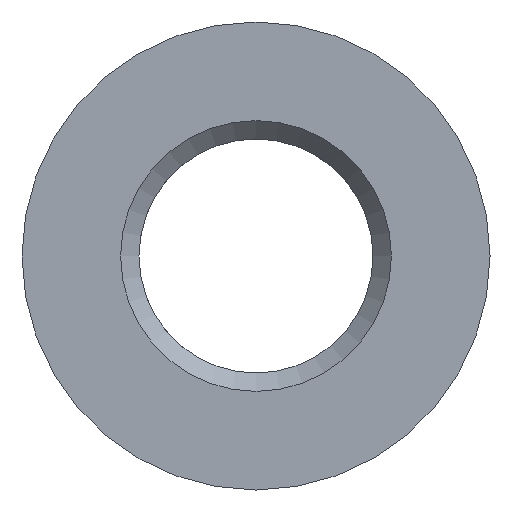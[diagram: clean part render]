
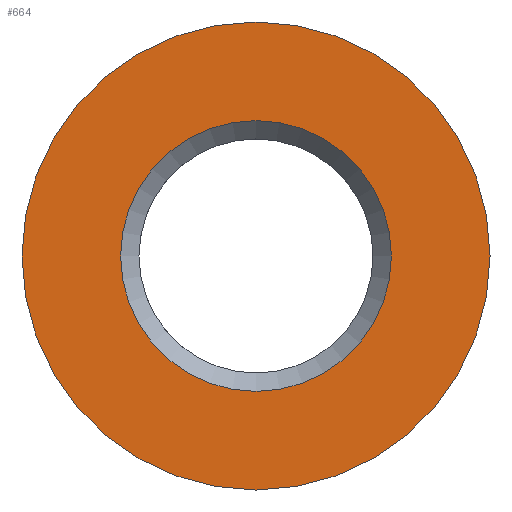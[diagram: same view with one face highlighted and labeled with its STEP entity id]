
A CAD part, front view. The second image highlights one B-rep face of the part: STEP entity #664.
In plain terms, the highlighted planar face has unit normal (0, -1, 0).
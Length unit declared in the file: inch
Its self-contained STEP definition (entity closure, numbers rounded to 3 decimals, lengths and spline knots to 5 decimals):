
#42=FACE_BOUND('',#114,.T.);
#48=PLANE('',#752);
#71=FACE_OUTER_BOUND('',#113,.T.);
#113=EDGE_LOOP('',(#521));
#114=EDGE_LOOP('',(#522));
#249=CIRCLE('',#750,0.14469);
#250=CIRCLE('',#753,0.25);
#303=VERTEX_POINT('',#1244);
#318=VERTEX_POINT('',#1425);
#381=EDGE_CURVE('',#303,#303,#249,.T.);
#398=EDGE_CURVE('',#318,#318,#250,.T.);
#521=ORIENTED_EDGE('',*,*,#398,.T.);
#522=ORIENTED_EDGE('',*,*,#381,.F.);
#664=ADVANCED_FACE('',(#71,#42),#48,.F.);
#750=AXIS2_PLACEMENT_3D('',#1246,#884,#885);
#752=AXIS2_PLACEMENT_3D('',#1424,#894,#895);
#753=AXIS2_PLACEMENT_3D('',#1426,#896,#897);
#884=DIRECTION('center_axis',(0.,-1.,0.));
#885=DIRECTION('ref_axis',(1.,0.,0.));
#894=DIRECTION('center_axis',(0.,1.,0.));
#895=DIRECTION('ref_axis',(0.,0.,1.));
#896=DIRECTION('center_axis',(0.,-1.,0.));
#897=DIRECTION('ref_axis',(1.,0.,0.));
#1244=CARTESIAN_POINT('',(-0.14469,0.,0.));
#1246=CARTESIAN_POINT('Origin',(0.,0.,0.));
#1424=CARTESIAN_POINT('Origin',(0.,0.,0.));
#1425=CARTESIAN_POINT('',(-0.25,0.,0.));
#1426=CARTESIAN_POINT('Origin',(0.,0.,0.));
